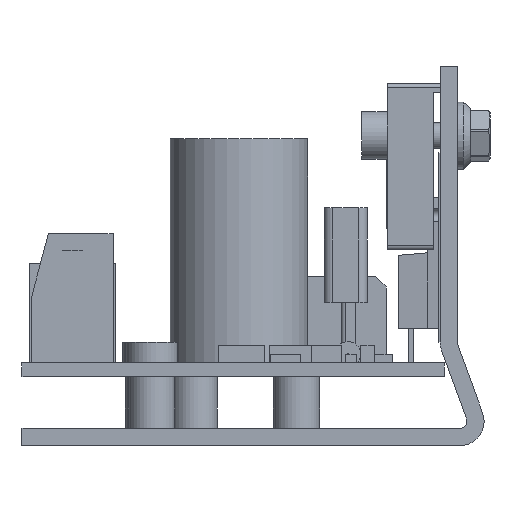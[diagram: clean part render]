
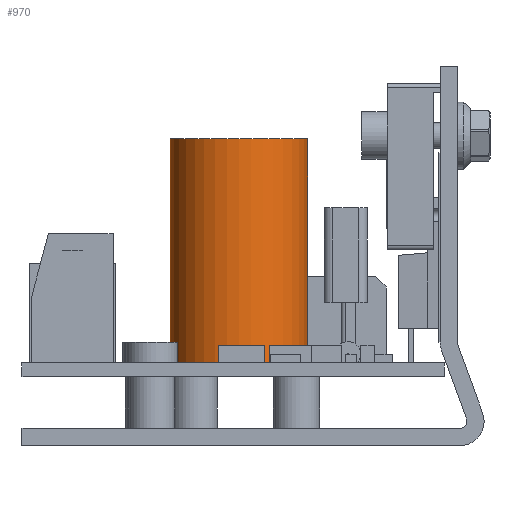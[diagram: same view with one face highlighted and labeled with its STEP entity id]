
A CAD part, left-side view. The second image highlights one B-rep face of the part: STEP entity #970.
In plain terms, the highlighted cylindrical face has radius 8 mm (diameter 16 mm), a full revolution.
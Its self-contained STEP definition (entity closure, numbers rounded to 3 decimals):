
#970 = ADVANCED_FACE( '', ( #2304, #2305 ), #2306, .T. );
#2304 = FACE_OUTER_BOUND( '', #4338, .T. );
#2305 = FACE_OUTER_BOUND( '', #4339, .T. );
#2306 = CYLINDRICAL_SURFACE( '', #4340, 8. );
#4338 = EDGE_LOOP( '', ( #6822 ) );
#4339 = EDGE_LOOP( '', ( #6823 ) );
#4340 = AXIS2_PLACEMENT_3D( '', #6824, #6825, #6826 );
#6822 = ORIENTED_EDGE( '', *, *, #11940, .T. );
#6823 = ORIENTED_EDGE( '', *, *, #11783, .T. );
#6824 = CARTESIAN_POINT( '', ( -17.495, 23.813, 26. ) );
#6825 = DIRECTION( '', ( 0., 0., 1. ) );
#6826 = DIRECTION( '', ( -1., 0., 0. ) );
#11783 = EDGE_CURVE( '', #14834, #14834, #14835, .T. );
#11940 = EDGE_CURVE( '', #15141, #15141, #15142, .T. );
#14834 = VERTEX_POINT( '', #18024 );
#14835 = CIRCLE( '', #18025, 8. );
#15141 = VERTEX_POINT( '', #18480 );
#15142 = CIRCLE( '', #18481, 8. );
#18024 = CARTESIAN_POINT( '', ( -9.495, 23.813, 0. ) );
#18025 = AXIS2_PLACEMENT_3D( '', #22309, #22310, #22311 );
#18480 = CARTESIAN_POINT( '', ( -17.495, 31.813, 26. ) );
#18481 = AXIS2_PLACEMENT_3D( '', #22476, #22477, #22478 );
#22309 = CARTESIAN_POINT( '', ( -17.495, 23.813, 0. ) );
#22310 = DIRECTION( '', ( 0., 0., 1. ) );
#22311 = DIRECTION( '', ( 1., 0., 0. ) );
#22476 = CARTESIAN_POINT( '', ( -17.495, 23.813, 26. ) );
#22477 = DIRECTION( '', ( 0., 0., -1. ) );
#22478 = DIRECTION( '', ( 0., 1., 0. ) );
